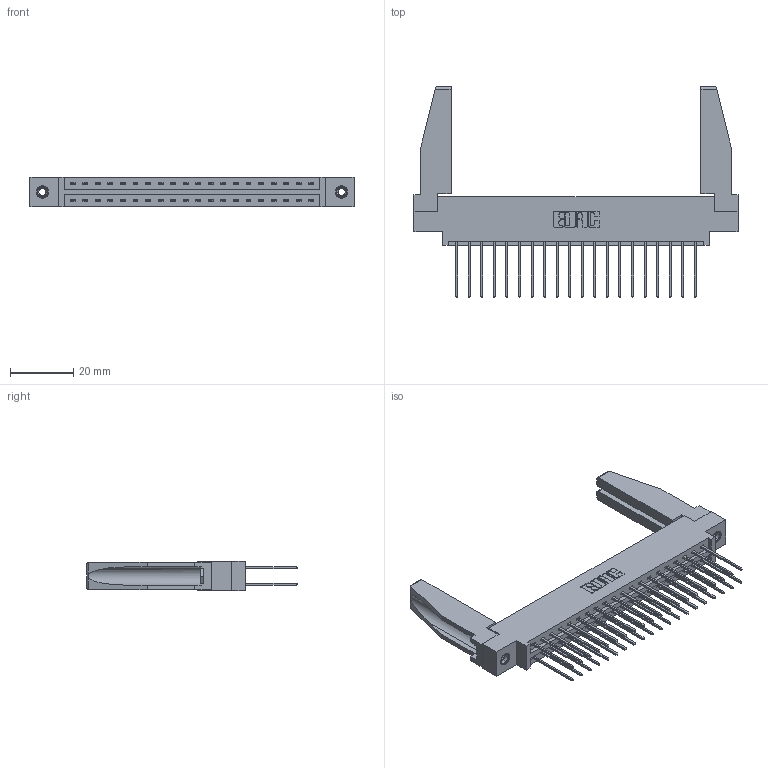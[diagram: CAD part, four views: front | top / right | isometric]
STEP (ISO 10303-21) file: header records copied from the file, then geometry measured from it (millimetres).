
FILE_DESCRIPTION (( 'STEP AP203' ), '1' );
FILE_NAME ('387-040-542-878.STEP', '2019-10-18T02:55:24', ( '' ), ( '' ), 'SwSTEP 2.0', 'SolidWorks 2016', '' );
FILE_SCHEMA (( 'CONFIG_CONTROL_DESIGN' ));
Length unit declared in the file: inch
Products named in the file (5): 307-220-078; 345-292-001_345-293-142; 337 Part_0.170 Offset - 0.156 Dia-TI; 345-250-001_345-250-001-102; 387-040-542-878
Assembly tree (45 placements, depth 2):
  387-040-542-878
    337 Part_0.170 Offset - 0.156 Dia-TI
    345-292-001_345-293-142  x40
    345-250-001_345-250-001-102  x2
    307-220-078  x2
Bounding box: 102.26 x 66.43 x 9.4 mm (x, y, z)
Volume: 14546.5 mm3; surface area: 16584.5 mm2
Topology: 45 solids, 45 shells, 2408 faces, 7093 edges, 4666 vertices
Faces by surface type: plane 1678, cylinder 714, cone 12, torus 4
Entity records: 20942 total; most frequent: CARTESIAN_POINT 3548, ORIENTED_EDGE 3440, DIRECTION 3064, EDGE_CURVE 1720, VECTOR 1554, LINE 1554, VERTEX_POINT 1140, AXIS2_PLACEMENT_3D 755
